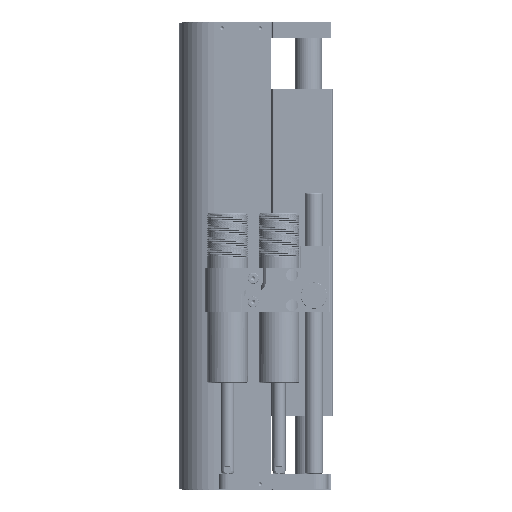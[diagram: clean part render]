
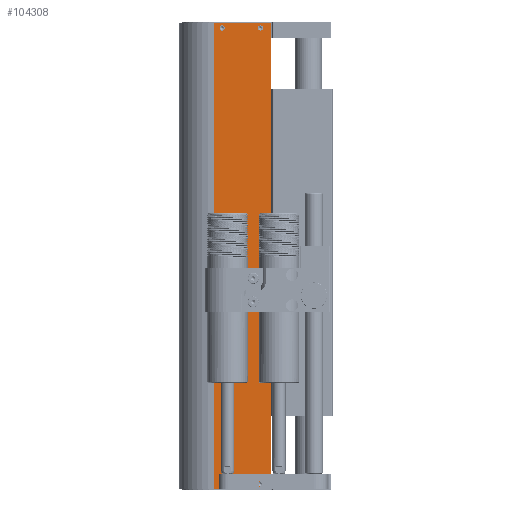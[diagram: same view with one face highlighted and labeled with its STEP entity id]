
A CAD part, left-side view. The second image highlights one B-rep face of the part: STEP entity #104308.
In plain terms, the highlighted face is planar.
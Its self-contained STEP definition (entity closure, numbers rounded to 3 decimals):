
#1088 = CARTESIAN_POINT ( 'NONE',  ( 32., 0., 0. ) ) ;
#3319 = VERTEX_POINT ( 'NONE', #14215 ) ;
#3619 = CARTESIAN_POINT ( 'NONE',  ( 32., -42., 419.6 ) ) ;
#8796 = VECTOR ( 'NONE', #51233, 1000. ) ;
#9567 = PLANE ( 'NONE',  #81210 ) ;
#10497 = FACE_BOUND ( 'NONE', #148675, .T. ) ;
#14215 = CARTESIAN_POINT ( 'NONE',  ( 32., -51.5, 427. ) ) ;
#24664 = EDGE_CURVE ( 'NONE', #155368, #48883, #83984, .T. ) ;
#25083 = FACE_OUTER_BOUND ( 'NONE', #120950, .T. ) ;
#28633 = ORIENTED_EDGE ( 'NONE', *, *, #37760, .F. ) ;
#30285 = LINE ( 'NONE', #46651, #135383 ) ;
#30735 = DIRECTION ( 'NONE',  ( 0., 0., -1. ) ) ;
#31476 = CIRCLE ( 'NONE', #69385, 2.4 ) ;
#32068 = VECTOR ( 'NONE', #73814, 1000. ) ;
#34590 = EDGE_CURVE ( 'NONE', #176162, #176162, #119462, .T. ) ;
#37760 = EDGE_CURVE ( 'NONE', #152337, #152337, #111597, .T. ) ;
#38174 = DIRECTION ( 'NONE',  ( 0., 0., -1. ) ) ;
#39572 = DIRECTION ( 'NONE',  ( -1., 0., 0. ) ) ;
#43501 = CARTESIAN_POINT ( 'NONE',  ( 32., -7., 5. ) ) ;
#44812 = DIRECTION ( 'NONE',  ( 0., 0., -1. ) ) ;
#46651 = CARTESIAN_POINT ( 'NONE',  ( 32., 0., 427. ) ) ;
#48618 = ORIENTED_EDGE ( 'NONE', *, *, #34590, .F. ) ;
#48883 = VERTEX_POINT ( 'NONE', #1088 ) ;
#51233 = DIRECTION ( 'NONE',  ( 0., 1., 0. ) ) ;
#51567 = FACE_BOUND ( 'NONE', #67889, .T. ) ;
#52227 = ORIENTED_EDGE ( 'NONE', *, *, #161570, .T. ) ;
#56233 = VERTEX_POINT ( 'NONE', #153694 ) ;
#58362 = DIRECTION ( 'NONE',  ( 0., 1., 0. ) ) ;
#63894 = CIRCLE ( 'NONE', #157062, 2.4 ) ;
#67889 = EDGE_LOOP ( 'NONE', ( #28633 ) ) ;
#68665 = CARTESIAN_POINT ( 'NONE',  ( 32., -51.5, 0. ) ) ;
#69385 = AXIS2_PLACEMENT_3D ( 'NONE', #168151, #83336, #127867 ) ;
#70905 = DIRECTION ( 'NONE',  ( 1., 0., 0. ) ) ;
#73450 = VECTOR ( 'NONE', #58362, 1000. ) ;
#73814 = DIRECTION ( 'NONE',  ( 0., 0., -1. ) ) ;
#78607 = CARTESIAN_POINT ( 'NONE',  ( 32., -52., 427. ) ) ;
#81210 = AXIS2_PLACEMENT_3D ( 'NONE', #179196, #39572, #95255 ) ;
#83336 = DIRECTION ( 'NONE',  ( 1., 0., 0. ) ) ;
#83984 = LINE ( 'NONE', #97595, #73450 ) ;
#95255 = DIRECTION ( 'NONE',  ( 0., -1., 0. ) ) ;
#95610 = ORIENTED_EDGE ( 'NONE', *, *, #116183, .F. ) ;
#97595 = CARTESIAN_POINT ( 'NONE',  ( 32., -52., 0. ) ) ;
#104308 = ADVANCED_FACE ( 'NONE', ( #25083, #10497, #51567, #162852, #108904 ), #9567, .F. ) ;
#106662 = ORIENTED_EDGE ( 'NONE', *, *, #162649, .F. ) ;
#106789 = CARTESIAN_POINT ( 'NONE',  ( 32., -42., 2.6 ) ) ;
#108405 = CARTESIAN_POINT ( 'NONE',  ( 32., -42., 5. ) ) ;
#108904 = FACE_BOUND ( 'NONE', #132299, .T. ) ;
#111597 = CIRCLE ( 'NONE', #149632, 2.4 ) ;
#116183 = EDGE_CURVE ( 'NONE', #143138, #143138, #31476, .T. ) ;
#119462 = CIRCLE ( 'NONE', #163199, 2.4 ) ;
#120428 = LINE ( 'NONE', #78607, #8796 ) ;
#120950 = EDGE_LOOP ( 'NONE', ( #106662, #52227, #172463, #145297 ) ) ;
#124075 = EDGE_CURVE ( 'NONE', #147670, #147670, #63894, .T. ) ;
#127618 = CARTESIAN_POINT ( 'NONE',  ( 32., -7., 419.6 ) ) ;
#127867 = DIRECTION ( 'NONE',  ( 0., 0., -1. ) ) ;
#131619 = DIRECTION ( 'NONE',  ( 1., 0., 0. ) ) ;
#131783 = ORIENTED_EDGE ( 'NONE', *, *, #124075, .F. ) ;
#132299 = EDGE_LOOP ( 'NONE', ( #131783 ) ) ;
#135383 = VECTOR ( 'NONE', #44812, 1000. ) ;
#142648 = DIRECTION ( 'NONE',  ( 0., 0., -1. ) ) ;
#143138 = VERTEX_POINT ( 'NONE', #3619 ) ;
#143158 = CARTESIAN_POINT ( 'NONE',  ( 32., -51.5, 427. ) ) ;
#145297 = ORIENTED_EDGE ( 'NONE', *, *, #178467, .F. ) ;
#147670 = VERTEX_POINT ( 'NONE', #162280 ) ;
#148675 = EDGE_LOOP ( 'NONE', ( #95610 ) ) ;
#149632 = AXIS2_PLACEMENT_3D ( 'NONE', #156328, #131619, #142648 ) ;
#152337 = VERTEX_POINT ( 'NONE', #127618 ) ;
#153694 = CARTESIAN_POINT ( 'NONE',  ( 32., 0., 427. ) ) ;
#153853 = EDGE_LOOP ( 'NONE', ( #48618 ) ) ;
#155368 = VERTEX_POINT ( 'NONE', #68665 ) ;
#156328 = CARTESIAN_POINT ( 'NONE',  ( 32., -7., 422. ) ) ;
#156832 = LINE ( 'NONE', #143158, #32068 ) ;
#157062 = AXIS2_PLACEMENT_3D ( 'NONE', #43501, #70905, #30735 ) ;
#161386 = DIRECTION ( 'NONE',  ( 1., 0., 0. ) ) ;
#161570 = EDGE_CURVE ( 'NONE', #3319, #155368, #156832, .T. ) ;
#162280 = CARTESIAN_POINT ( 'NONE',  ( 32., -7., 2.6 ) ) ;
#162649 = EDGE_CURVE ( 'NONE', #3319, #56233, #120428, .T. ) ;
#162852 = FACE_BOUND ( 'NONE', #153853, .T. ) ;
#163199 = AXIS2_PLACEMENT_3D ( 'NONE', #108405, #161386, #38174 ) ;
#168151 = CARTESIAN_POINT ( 'NONE',  ( 32., -42., 422. ) ) ;
#172463 = ORIENTED_EDGE ( 'NONE', *, *, #24664, .T. ) ;
#176162 = VERTEX_POINT ( 'NONE', #106789 ) ;
#178467 = EDGE_CURVE ( 'NONE', #56233, #48883, #30285, .T. ) ;
#179196 = CARTESIAN_POINT ( 'NONE',  ( 32., -52., 427. ) ) ;
